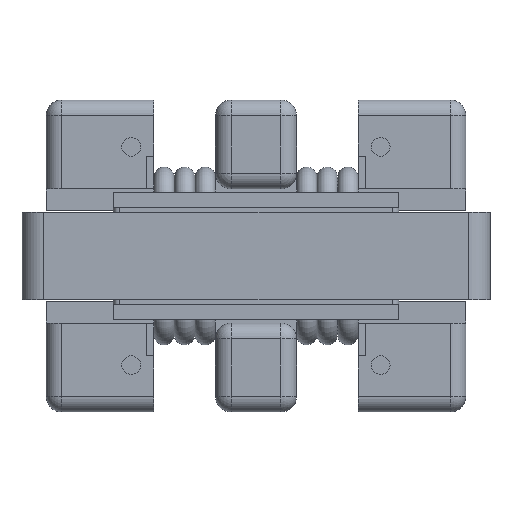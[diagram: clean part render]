
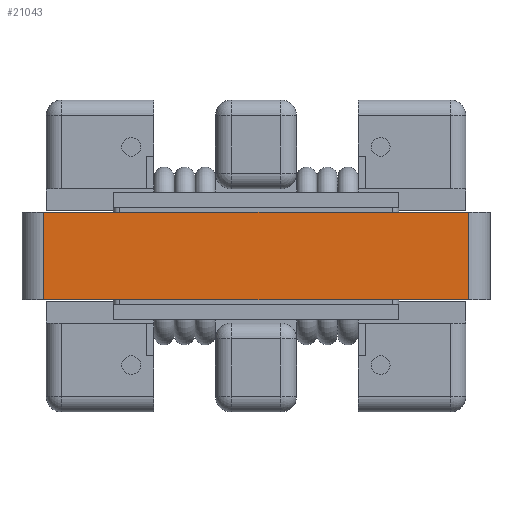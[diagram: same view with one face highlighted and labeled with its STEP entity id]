
A CAD part, front view. The second image highlights one B-rep face of the part: STEP entity #21043.
In plain terms, the highlighted planar face has unit normal (0, -1, 0).
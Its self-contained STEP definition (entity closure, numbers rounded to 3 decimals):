
#805 = VECTOR ( 'NONE', #9658, 1000. ) ;
#1839 = CARTESIAN_POINT ( 'NONE',  ( 6.801, -5.25, -1.4 ) ) ;
#2310 = CARTESIAN_POINT ( 'NONE',  ( 6.275, -5.25, -1.4 ) ) ;
#3563 = DIRECTION ( 'NONE',  ( 0., -1., 0. ) ) ;
#3686 = LINE ( 'NONE', #21455, #16961 ) ;
#4813 = AXIS2_PLACEMENT_3D ( 'NONE', #15582, #3563, #15656 ) ;
#5047 = CARTESIAN_POINT ( 'NONE',  ( -6.801, -5.25, 1.4 ) ) ;
#5905 = VERTEX_POINT ( 'NONE', #19776 ) ;
#6907 = EDGE_CURVE ( 'NONE', #19596, #5905, #16150, .T. ) ;
#7734 = LINE ( 'NONE', #2310, #16370 ) ;
#8730 = PLANE ( 'NONE',  #4813 ) ;
#8736 = EDGE_CURVE ( 'NONE', #5905, #10516, #11648, .T. ) ;
#9658 = DIRECTION ( 'NONE',  ( -1., 0., 0. ) ) ;
#10516 = VERTEX_POINT ( 'NONE', #5047 ) ;
#10948 = EDGE_LOOP ( 'NONE', ( #17499, #12633, #15316, #14092 ) ) ;
#11648 = LINE ( 'NONE', #20092, #805 ) ;
#11728 = CARTESIAN_POINT ( 'NONE',  ( -6.801, -5.25, -1.4 ) ) ;
#12633 = ORIENTED_EDGE ( 'NONE', *, *, #21233, .T. ) ;
#13479 = FACE_OUTER_BOUND ( 'NONE', #10948, .T. ) ;
#14092 = ORIENTED_EDGE ( 'NONE', *, *, #6907, .T. ) ;
#14374 = DIRECTION ( 'NONE',  ( 0., 0., -1. ) ) ;
#15316 = ORIENTED_EDGE ( 'NONE', *, *, #21811, .F. ) ;
#15582 = CARTESIAN_POINT ( 'NONE',  ( 6.275, -5.25, 1.4 ) ) ;
#15656 = DIRECTION ( 'NONE',  ( 1., 0., 0. ) ) ;
#16150 = LINE ( 'NONE', #17769, #21829 ) ;
#16244 = DIRECTION ( 'NONE',  ( 0., 0., 1. ) ) ;
#16370 = VECTOR ( 'NONE', #17763, 1000. ) ;
#16961 = VECTOR ( 'NONE', #14374, 1000. ) ;
#17499 = ORIENTED_EDGE ( 'NONE', *, *, #8736, .T. ) ;
#17763 = DIRECTION ( 'NONE',  ( -1., 0., 0. ) ) ;
#17769 = CARTESIAN_POINT ( 'NONE',  ( 6.801, -5.25, 1.4 ) ) ;
#19596 = VERTEX_POINT ( 'NONE', #1839 ) ;
#19776 = CARTESIAN_POINT ( 'NONE',  ( 6.801, -5.25, 1.4 ) ) ;
#20092 = CARTESIAN_POINT ( 'NONE',  ( 6.275, -5.25, 1.4 ) ) ;
#21043 = ADVANCED_FACE ( 'NONE', ( #13479 ), #8730, .T. ) ;
#21233 = EDGE_CURVE ( 'NONE', #10516, #21584, #3686, .T. ) ;
#21455 = CARTESIAN_POINT ( 'NONE',  ( -6.801, -5.25, 1.4 ) ) ;
#21584 = VERTEX_POINT ( 'NONE', #11728 ) ;
#21811 = EDGE_CURVE ( 'NONE', #19596, #21584, #7734, .T. ) ;
#21829 = VECTOR ( 'NONE', #16244, 1000. ) ;
